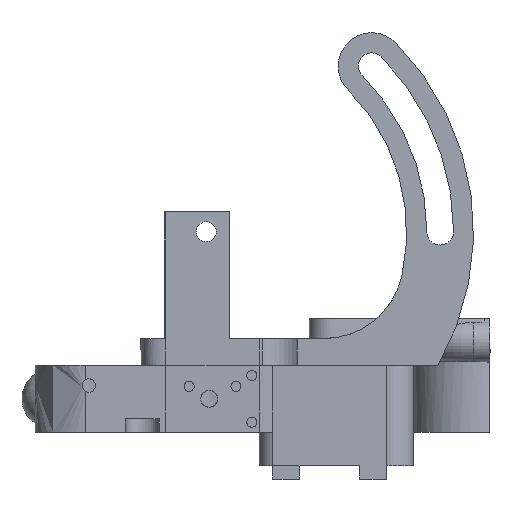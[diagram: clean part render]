
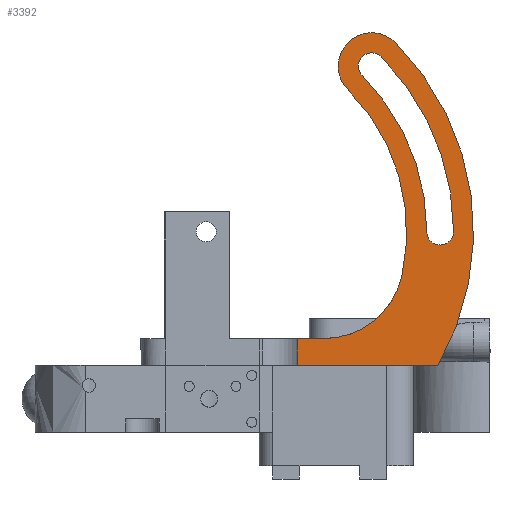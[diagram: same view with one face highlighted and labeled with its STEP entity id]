
A CAD part, left-side view. The second image highlights one B-rep face of the part: STEP entity #3392.
In plain terms, the highlighted planar face has unit normal (-1, 0, 0).
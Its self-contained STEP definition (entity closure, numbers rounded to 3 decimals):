
#83=FACE_BOUND('',#639,.T.);
#408=FACE_OUTER_BOUND('',#638,.T.);
#638=EDGE_LOOP('',(#3105,#3106,#3107,#3108,#3109,#3110,#3111));
#639=EDGE_LOOP('',(#3112,#3113,#3114,#3115));
#777=CIRCLE('',#3683,12.);
#778=CIRCLE('',#3685,30.);
#779=CIRCLE('',#3687,37.);
#780=CIRCLE('',#3689,2.);
#781=CIRCLE('',#3691,5.);
#782=CIRCLE('',#3693,33.);
#783=CIRCLE('',#3695,2.);
#784=CIRCLE('',#3697,40.);
#1023=LINE('',#7904,#1303);
#1060=LINE('',#8062,#1340);
#1072=LINE('',#8197,#1352);
#1303=VECTOR('',#4474,10.);
#1340=VECTOR('',#4599,10.);
#1352=VECTOR('',#4633,10.);
#1613=VERTEX_POINT('',#7557);
#1625=VERTEX_POINT('',#7902);
#1638=VERTEX_POINT('',#7934);
#1639=VERTEX_POINT('',#7938);
#1640=VERTEX_POINT('',#7942);
#1641=VERTEX_POINT('',#7943);
#1642=VERTEX_POINT('',#7948);
#1643=VERTEX_POINT('',#7952);
#1644=VERTEX_POINT('',#7956);
#1645=VERTEX_POINT('',#7962);
#1666=VERTEX_POINT('',#8060);
#2078=EDGE_CURVE('',#1625,#1613,#1023,.T.);
#2093=EDGE_CURVE('',#1613,#1638,#777,.T.);
#2095=EDGE_CURVE('',#1638,#1639,#778,.T.);
#2097=EDGE_CURVE('',#1640,#1641,#779,.T.);
#2100=EDGE_CURVE('',#1641,#1642,#780,.T.);
#2102=EDGE_CURVE('',#1639,#1643,#781,.T.);
#2104=EDGE_CURVE('',#1642,#1644,#782,.T.);
#2106=EDGE_CURVE('',#1644,#1640,#783,.T.);
#2107=EDGE_CURVE('',#1643,#1645,#784,.T.);
#2142=EDGE_CURVE('',#1666,#1625,#1060,.T.);
#2158=EDGE_CURVE('',#1645,#1666,#1072,.T.);
#3105=ORIENTED_EDGE('',*,*,#2078,.F.);
#3106=ORIENTED_EDGE('',*,*,#2142,.F.);
#3107=ORIENTED_EDGE('',*,*,#2158,.F.);
#3108=ORIENTED_EDGE('',*,*,#2107,.F.);
#3109=ORIENTED_EDGE('',*,*,#2102,.F.);
#3110=ORIENTED_EDGE('',*,*,#2095,.F.);
#3111=ORIENTED_EDGE('',*,*,#2093,.F.);
#3112=ORIENTED_EDGE('',*,*,#2104,.F.);
#3113=ORIENTED_EDGE('',*,*,#2100,.F.);
#3114=ORIENTED_EDGE('',*,*,#2097,.F.);
#3115=ORIENTED_EDGE('',*,*,#2106,.F.);
#3213=PLANE('',#3723);
#3392=ADVANCED_FACE('',(#408,#83),#3213,.T.);
#3683=AXIS2_PLACEMENT_3D('',#7935,#4506,#4507);
#3685=AXIS2_PLACEMENT_3D('',#7939,#4511,#4512);
#3687=AXIS2_PLACEMENT_3D('',#7944,#4516,#4517);
#3689=AXIS2_PLACEMENT_3D('',#7949,#4522,#4523);
#3691=AXIS2_PLACEMENT_3D('',#7953,#4527,#4528);
#3693=AXIS2_PLACEMENT_3D('',#7957,#4532,#4533);
#3695=AXIS2_PLACEMENT_3D('',#7960,#4537,#4538);
#3697=AXIS2_PLACEMENT_3D('',#7963,#4541,#4542);
#3723=AXIS2_PLACEMENT_3D('',#8196,#4631,#4632);
#4474=DIRECTION('',(0.,-1.,0.));
#4506=DIRECTION('center_axis',(-1.,0.,0.));
#4507=DIRECTION('ref_axis',(0.,-0.624,-0.782));
#4511=DIRECTION('center_axis',(-1.,0.,0.));
#4512=DIRECTION('ref_axis',(0.,-1.,0.));
#4516=DIRECTION('center_axis',(-1.,0.,0.));
#4517=DIRECTION('ref_axis',(0.,-0.707,0.707));
#4522=DIRECTION('center_axis',(-1.,0.,0.));
#4523=DIRECTION('ref_axis',(0.,0.707,-0.707));
#4527=DIRECTION('center_axis',(1.,0.,0.));
#4528=DIRECTION('ref_axis',(0.,0.707,-0.707));
#4532=DIRECTION('center_axis',(1.,0.,0.));
#4533=DIRECTION('ref_axis',(0.,-0.707,0.707));
#4537=DIRECTION('center_axis',(-1.,0.,0.));
#4538=DIRECTION('ref_axis',(0.,-1.,0.));
#4541=DIRECTION('center_axis',(1.,0.,0.));
#4542=DIRECTION('ref_axis',(0.,-0.707,0.707));
#4599=DIRECTION('',(0.,0.,1.));
#4631=DIRECTION('center_axis',(-1.,0.,0.));
#4632=DIRECTION('ref_axis',(0.,-1.,0.));
#4633=DIRECTION('',(0.,1.,0.));
#7557=CARTESIAN_POINT('',(-28.,-30.6,34.));
#7902=CARTESIAN_POINT('',(-28.,-26.646,34.));
#7904=CARTESIAN_POINT('',(-28.,-34.5,34.));
#7934=CARTESIAN_POINT('',(-28.,-42.3,43.333));
#7935=CARTESIAN_POINT('Origin',(-28.,-30.6,46.));
#7938=CARTESIAN_POINT('',(-28.,-34.263,71.213));
#7939=CARTESIAN_POINT('Origin',(-28.,-13.05,50.));
#7942=CARTESIAN_POINT('',(-28.,-50.05,50.));
#7943=CARTESIAN_POINT('',(-28.,-39.213,76.163));
#7944=CARTESIAN_POINT('Origin',(-28.,-13.05,50.));
#7948=CARTESIAN_POINT('',(-28.,-36.385,73.335));
#7949=CARTESIAN_POINT('Origin',(-28.,-37.799,74.749));
#7952=CARTESIAN_POINT('',(-28.,-41.334,78.284));
#7953=CARTESIAN_POINT('Origin',(-28.,-37.799,74.749));
#7956=CARTESIAN_POINT('',(-28.,-46.05,50.));
#7957=CARTESIAN_POINT('Origin',(-28.,-13.05,50.));
#7960=CARTESIAN_POINT('Origin',(-28.,-48.05,50.));
#7962=CARTESIAN_POINT('',(-28.,-47.691,30.));
#7963=CARTESIAN_POINT('Origin',(-28.,-13.05,50.));
#8060=CARTESIAN_POINT('',(-28.,-26.646,30.));
#8062=CARTESIAN_POINT('',(-28.,-26.646,30.));
#8196=CARTESIAN_POINT('Origin',(-28.,-26.646,30.));
#8197=CARTESIAN_POINT('',(-28.,-39.168,30.));
